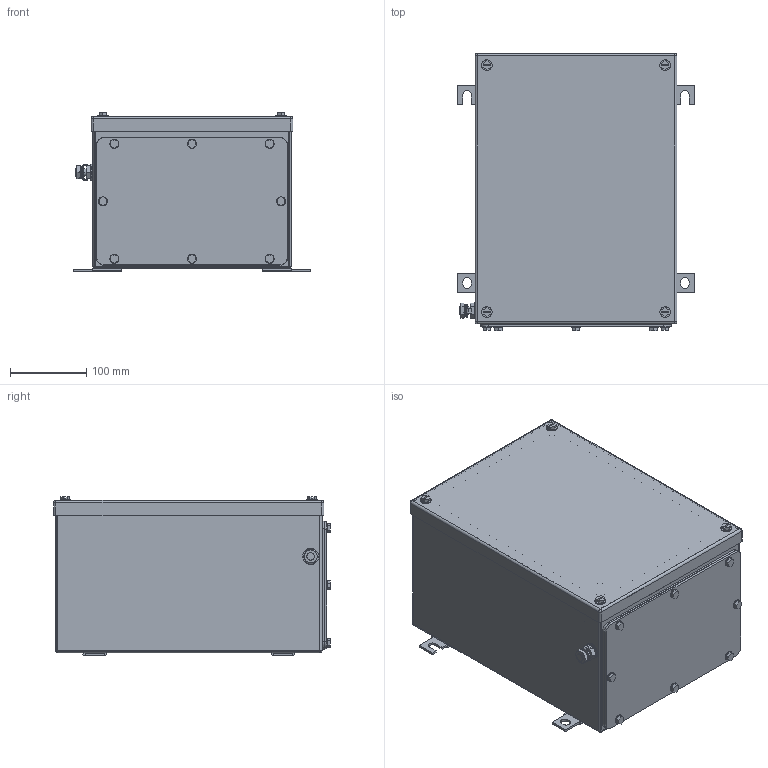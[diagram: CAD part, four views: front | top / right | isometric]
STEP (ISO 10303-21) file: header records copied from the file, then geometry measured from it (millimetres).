
FILE_DESCRIPTION(('CATIA V5 STEP Exchange','CAx-IF Rec.Pracs.--- Model Styling and Organization---1.4--- 2014-01-23'),'2;1');
FILE_NAME ('008635-4_3_1195960000_1195960000.stp','2019-09-25T05:50:35+00:00',('none'),('Weidmueller'),'CATIA Version 5-6 Release 2016 SP3 HF44','CATIA V5 STEP AP214','none');
FILE_SCHEMA(('AUTOMOTIVE_DESIGN { 1 0 10303 214 1 1 1 1 }'));
Length unit declared in the file: millimetre
Products named in the file (1): 1195960000
Bounding box: 311 x 363.5 x 208.5 mm (x, y, z)
Volume: 905797.1 mm3; surface area: 1062234.2 mm2
Topology: 50 solids, 50 shells, 1064 faces, 2472 edges, 1544 vertices
Faces by surface type: cylinder 462, plane 424, cone 156, sphere 16, torus 6
Entity records: 28789 total; most frequent: CARTESIAN_POINT 5918, ORIENTED_EDGE 4848, DIRECTION 3847, EDGE_CURVE 2424, AXIS2_PLACEMENT_3D 1762, VERTEX_POINT 1544, VECTOR 1298, LINE 1298
